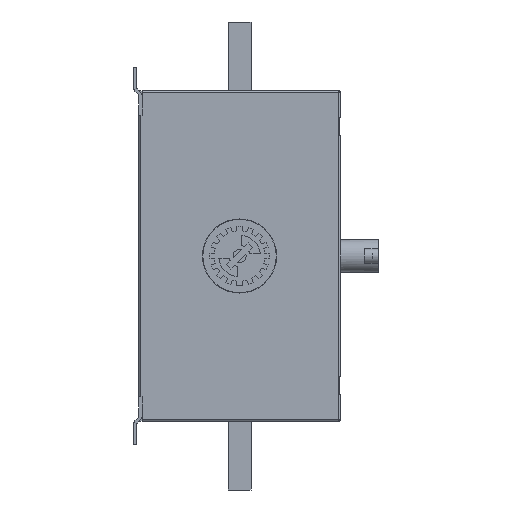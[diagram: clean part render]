
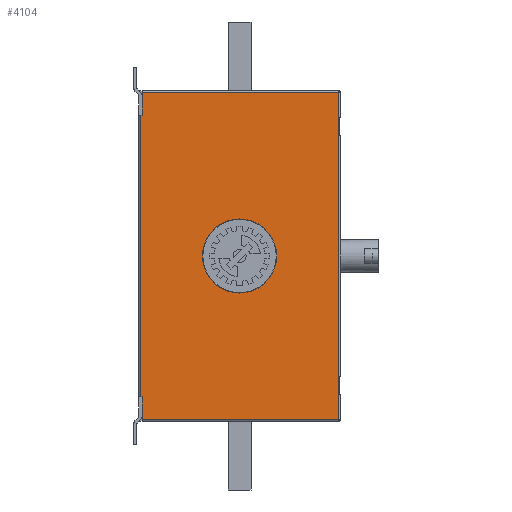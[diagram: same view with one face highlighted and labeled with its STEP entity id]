
A CAD part, left-side view. The second image highlights one B-rep face of the part: STEP entity #4104.
In plain terms, the highlighted planar face has unit normal (-1, 0, 0).
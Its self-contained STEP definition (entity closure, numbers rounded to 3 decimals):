
#186 = DIRECTION ( 'NONE',  ( -1., 0., 0. ) ) ;
#508 = CARTESIAN_POINT ( 'NONE',  ( -100.5, 46., 57.25 ) ) ;
#691 = VECTOR ( 'NONE', #17477, 1000. ) ;
#877 = DIRECTION ( 'NONE',  ( 0., 0., 1. ) ) ;
#958 = LINE ( 'NONE', #8026, #10325 ) ;
#1030 = CARTESIAN_POINT ( 'NONE',  ( -100.5, 261., -71.25 ) ) ;
#1146 = CARTESIAN_POINT ( 'NONE',  ( -100.5, 245., -72.25 ) ) ;
#1197 = ORIENTED_EDGE ( 'NONE', *, *, #7951, .T. ) ;
#1762 = VERTEX_POINT ( 'NONE', #3620 ) ;
#2334 = FACE_BOUND ( 'NONE', #3088, .T. ) ;
#2878 = VERTEX_POINT ( 'NONE', #9285 ) ;
#3003 = CARTESIAN_POINT ( 'NONE',  ( -100.5, 61., -71.25 ) ) ;
#3088 = EDGE_LOOP ( 'NONE', ( #5556, #6976 ) ) ;
#3156 = DIRECTION ( 'NONE',  ( 0., 0., -1. ) ) ;
#3369 = EDGE_LOOP ( 'NONE', ( #1197, #7750, #16640, #11556, #12518, #4553, #7670, #5276 ) ) ;
#3620 = CARTESIAN_POINT ( 'NONE',  ( -100.5, 61., -72.25 ) ) ;
#3623 = CARTESIAN_POINT ( 'NONE',  ( -100.5, 45., -71.25 ) ) ;
#3867 = DIRECTION ( 'NONE',  ( -1., 0., 0. ) ) ;
#4104 = ADVANCED_FACE ( 'NONE', ( #2334, #6656 ), #10987, .F. ) ;
#4175 = CIRCLE ( 'NONE', #8974, 24.25 ) ;
#4226 = LINE ( 'NONE', #1030, #16740 ) ;
#4410 = DIRECTION ( 'NONE',  ( 0., -1., 0. ) ) ;
#4553 = ORIENTED_EDGE ( 'NONE', *, *, #4974, .T. ) ;
#4974 = EDGE_CURVE ( 'NONE', #12806, #13785, #10577, .T. ) ;
#5091 = EDGE_CURVE ( 'NONE', #18505, #12964, #13775, .T. ) ;
#5159 = CARTESIAN_POINT ( 'NONE',  ( -100.5, 46., -71.25 ) ) ;
#5276 = ORIENTED_EDGE ( 'NONE', *, *, #14632, .F. ) ;
#5432 = CARTESIAN_POINT ( 'NONE',  ( -100.5, 128.75, -7.5 ) ) ;
#5440 = DIRECTION ( 'NONE',  ( 0., 0., 1. ) ) ;
#5488 = EDGE_CURVE ( 'NONE', #18505, #12806, #958, .T. ) ;
#5556 = ORIENTED_EDGE ( 'NONE', *, *, #18611, .F. ) ;
#5622 = CARTESIAN_POINT ( 'NONE',  ( -100.5, 260., 57.25 ) ) ;
#5821 = CARTESIAN_POINT ( 'NONE',  ( -100.5, 153., -7.5 ) ) ;
#6607 = EDGE_CURVE ( 'NONE', #13785, #2878, #12083, .T. ) ;
#6656 = FACE_OUTER_BOUND ( 'NONE', #3369, .T. ) ;
#6771 = DIRECTION ( 'NONE',  ( 0., 1., 0. ) ) ;
#6827 = DIRECTION ( 'NONE',  ( 0., -1., 0. ) ) ;
#6976 = ORIENTED_EDGE ( 'NONE', *, *, #9717, .F. ) ;
#7670 = ORIENTED_EDGE ( 'NONE', *, *, #6607, .T. ) ;
#7750 = ORIENTED_EDGE ( 'NONE', *, *, #10407, .T. ) ;
#7951 = EDGE_CURVE ( 'NONE', #12870, #16962, #16133, .T. ) ;
#8026 = CARTESIAN_POINT ( 'NONE',  ( -100.5, 46., 58.25 ) ) ;
#8569 = VECTOR ( 'NONE', #6827, 1000. ) ;
#8821 = EDGE_CURVE ( 'NONE', #12964, #1762, #10239, .T. ) ;
#8974 = AXIS2_PLACEMENT_3D ( 'NONE', #5821, #186, #4410 ) ;
#9065 = VERTEX_POINT ( 'NONE', #5432 ) ;
#9074 = LINE ( 'NONE', #15480, #8569 ) ;
#9136 = AXIS2_PLACEMENT_3D ( 'NONE', #17010, #11450, #5440 ) ;
#9138 = CARTESIAN_POINT ( 'NONE',  ( -100.5, 245., -71.25 ) ) ;
#9259 = CARTESIAN_POINT ( 'NONE',  ( -100.5, 45., 57.25 ) ) ;
#9285 = CARTESIAN_POINT ( 'NONE',  ( -100.5, 260., -71.25 ) ) ;
#9589 = DIRECTION ( 'NONE',  ( 0., -1., 0. ) ) ;
#9717 = EDGE_CURVE ( 'NONE', #17365, #9065, #10950, .T. ) ;
#10239 = LINE ( 'NONE', #3003, #10623 ) ;
#10325 = VECTOR ( 'NONE', #877, 1000. ) ;
#10407 = EDGE_CURVE ( 'NONE', #16962, #1762, #9074, .T. ) ;
#10577 = LINE ( 'NONE', #9259, #691 ) ;
#10623 = VECTOR ( 'NONE', #17309, 1000. ) ;
#10859 = DIRECTION ( 'NONE',  ( 0., 0., -1. ) ) ;
#10950 = CIRCLE ( 'NONE', #16659, 24.25 ) ;
#10987 = PLANE ( 'NONE',  #9136 ) ;
#11450 = DIRECTION ( 'NONE',  ( 1., 0., 0. ) ) ;
#11519 = CARTESIAN_POINT ( 'NONE',  ( -100.5, 245., -71.25 ) ) ;
#11556 = ORIENTED_EDGE ( 'NONE', *, *, #5091, .F. ) ;
#12083 = LINE ( 'NONE', #14041, #14866 ) ;
#12395 = VECTOR ( 'NONE', #18112, 1000. ) ;
#12518 = ORIENTED_EDGE ( 'NONE', *, *, #5488, .T. ) ;
#12806 = VERTEX_POINT ( 'NONE', #508 ) ;
#12870 = VERTEX_POINT ( 'NONE', #9138 ) ;
#12960 = CARTESIAN_POINT ( 'NONE',  ( -100.5, 177.25, -7.5 ) ) ;
#12964 = VERTEX_POINT ( 'NONE', #14029 ) ;
#13775 = LINE ( 'NONE', #3623, #12395 ) ;
#13785 = VERTEX_POINT ( 'NONE', #5622 ) ;
#14029 = CARTESIAN_POINT ( 'NONE',  ( -100.5, 61., -71.25 ) ) ;
#14041 = CARTESIAN_POINT ( 'NONE',  ( -100.5, 260., 58.25 ) ) ;
#14632 = EDGE_CURVE ( 'NONE', #12870, #2878, #4226, .T. ) ;
#14866 = VECTOR ( 'NONE', #10859, 1000. ) ;
#15480 = CARTESIAN_POINT ( 'NONE',  ( -100.5, 61., -72.25 ) ) ;
#16133 = LINE ( 'NONE', #11519, #17820 ) ;
#16640 = ORIENTED_EDGE ( 'NONE', *, *, #8821, .F. ) ;
#16659 = AXIS2_PLACEMENT_3D ( 'NONE', #18446, #3867, #9589 ) ;
#16740 = VECTOR ( 'NONE', #6771, 1000. ) ;
#16962 = VERTEX_POINT ( 'NONE', #1146 ) ;
#17010 = CARTESIAN_POINT ( 'NONE',  ( -100.5, 45., 58.25 ) ) ;
#17309 = DIRECTION ( 'NONE',  ( 0., 0., -1. ) ) ;
#17365 = VERTEX_POINT ( 'NONE', #12960 ) ;
#17477 = DIRECTION ( 'NONE',  ( 0., 1., 0. ) ) ;
#17820 = VECTOR ( 'NONE', #3156, 1000. ) ;
#18112 = DIRECTION ( 'NONE',  ( 0., 1., 0. ) ) ;
#18446 = CARTESIAN_POINT ( 'NONE',  ( -100.5, 153., -7.5 ) ) ;
#18505 = VERTEX_POINT ( 'NONE', #5159 ) ;
#18611 = EDGE_CURVE ( 'NONE', #9065, #17365, #4175, .T. ) ;
